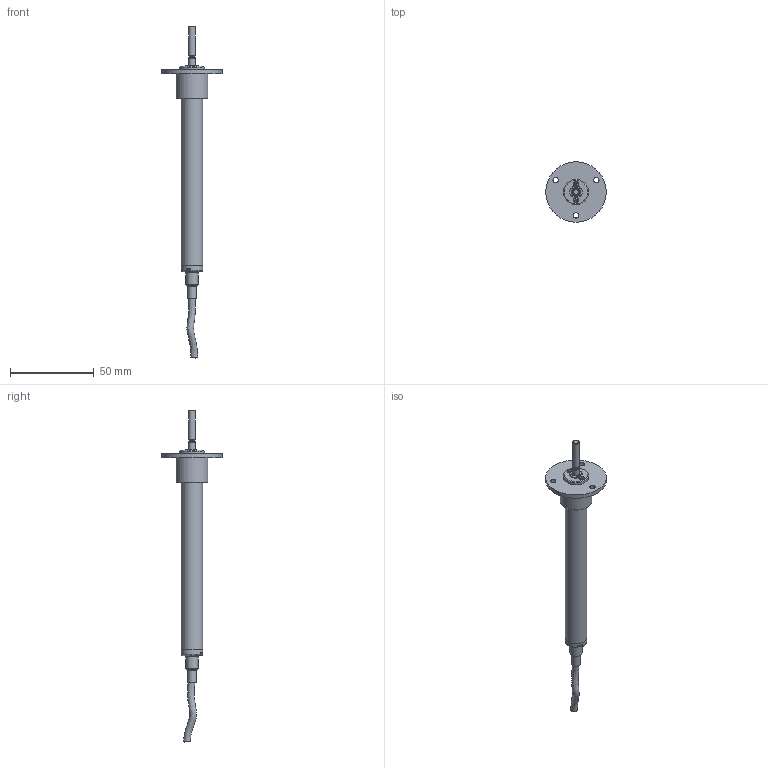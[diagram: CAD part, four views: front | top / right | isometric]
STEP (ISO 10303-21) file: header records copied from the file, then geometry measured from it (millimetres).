
FILE_DESCRIPTION (( 'STEP AP214' ), '1' );
FILE_NAME ('PZ12-F-0075-L.STEP', '2020-03-18T18:20:49', ( '' ), ( '' ), 'SwSTEP 2.0', 'SolidWorks 2019', '' );
FILE_SCHEMA (( 'AUTOMOTIVE_DESIGN' ));
Length unit declared in the file: inch
Products named in the file (1): PZ12-F-0075-L
Bounding box: 36 x 36 x 197.95 mm (x, y, z)
Volume: 22045.6 mm3; surface area: 13462.6 mm2
Topology: 11 solids, 11 shells, 489 faces, 1300 edges, 846 vertices
Faces by surface type: cone 208, cylinder 135, plane 129, bspline 17
Full cylindrical faces by diameter (mm): 1 x1, 1.4 x2, 1.6 x88, 2 x2, 3 x1, 3.2 x8, 3.4 x2, 3.5 x1, 4 x3, 5.1 x1, 5.2 x1, 5.914 x1, 6 x1, 7.2 x1, 12.7 x2, 12.75 x1, 15 x1, 19 x1, 36 x1
Entity records: 18675 total; most frequent: CARTESIAN_POINT 2899, DIRECTION 2026, ORIENTED_EDGE 1448, AXIS2_PLACEMENT_3D 932, EDGE_LOOP 840, EDGE_CURVE 724, FACE_OUTER_BOUND 619, VERTEX_POINT 584
